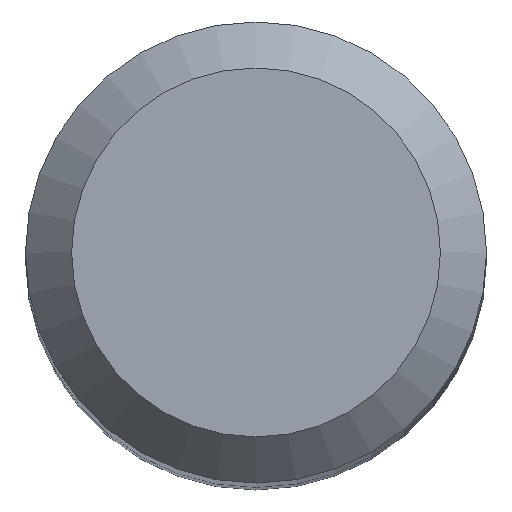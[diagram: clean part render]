
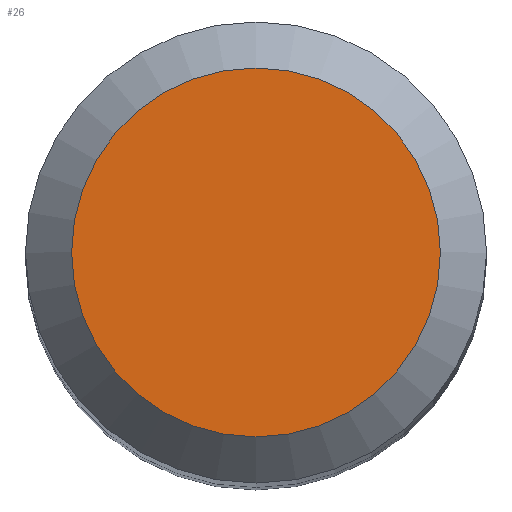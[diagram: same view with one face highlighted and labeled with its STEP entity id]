
A CAD part, top view. The second image highlights one B-rep face of the part: STEP entity #26.
In plain terms, the highlighted planar face has unit normal (0, 0, 1).
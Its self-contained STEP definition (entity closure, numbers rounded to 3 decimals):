
#10 = DIRECTION ( 'NONE',  ( 0., 0., -1. ) ) ;
#13 = AXIS2_PLACEMENT_3D ( 'NONE', #108, #157, #181 ) ;
#26 = ADVANCED_FACE ( 'NONE', ( #187 ), #121, .F. ) ;
#27 = CARTESIAN_POINT ( 'NONE',  ( 0., 0., 89. ) ) ;
#49 = VERTEX_POINT ( 'NONE', #144 ) ;
#54 = AXIS2_PLACEMENT_3D ( 'NONE', #27, #10, #93 ) ;
#55 = EDGE_CURVE ( 'NONE', #49, #49, #76, .T. ) ;
#76 = CIRCLE ( 'NONE', #13, 4. ) ;
#93 = DIRECTION ( 'NONE',  ( 0., 1., 0. ) ) ;
#108 = CARTESIAN_POINT ( 'NONE',  ( 0., 0., 89. ) ) ;
#120 = ORIENTED_EDGE ( 'NONE', *, *, #55, .F. ) ;
#121 = PLANE ( 'NONE',  #54 ) ;
#144 = CARTESIAN_POINT ( 'NONE',  ( 0., 4., 89. ) ) ;
#157 = DIRECTION ( 'NONE',  ( 0., 0., -1. ) ) ;
#181 = DIRECTION ( 'NONE',  ( 0., 1., 0. ) ) ;
#187 = FACE_OUTER_BOUND ( 'NONE', #195, .T. ) ;
#195 = EDGE_LOOP ( 'NONE', ( #120 ) ) ;
